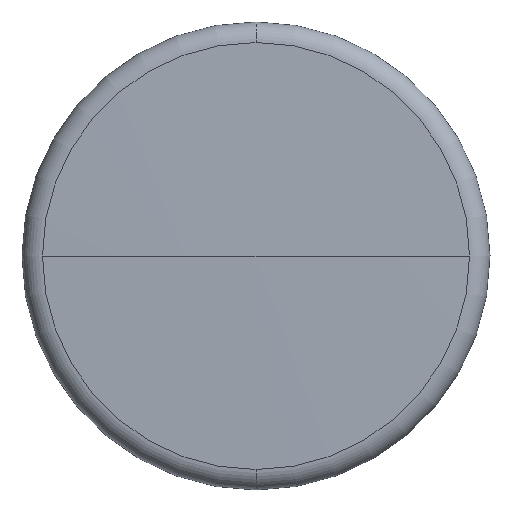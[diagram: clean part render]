
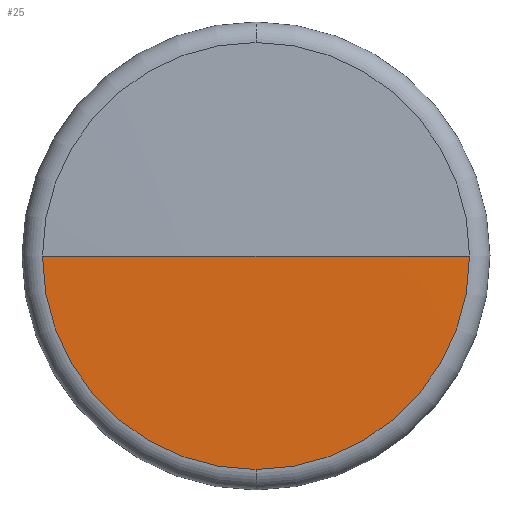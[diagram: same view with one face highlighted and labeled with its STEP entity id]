
A CAD part, front view. The second image highlights one B-rep face of the part: STEP entity #25.
In plain terms, the highlighted spherical face has radius 1439.5 mm.
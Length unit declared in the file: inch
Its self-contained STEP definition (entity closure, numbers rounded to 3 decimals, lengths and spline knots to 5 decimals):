
#6 = AXIS2_PLACEMENT_3D ( 'NONE', #211, #23, #241 ) ;
#13 = EDGE_CURVE ( 'NONE', #165, #68, #93, .T. ) ;
#15 = AXIS2_PLACEMENT_3D ( 'NONE', #250, #248, #221 ) ;
#16 = FACE_OUTER_BOUND ( 'NONE', #32, .T. ) ;
#23 = DIRECTION ( 'NONE',  ( 0., 1., 0. ) ) ;
#25 = ADVANCED_FACE ( 'NONE', ( #16 ), #170, .T. ) ;
#29 = ORIENTED_EDGE ( 'NONE', *, *, #13, .F. ) ;
#32 = EDGE_LOOP ( 'NONE', ( #29, #130, #402, #116 ) ) ;
#49 = CARTESIAN_POINT ( 'NONE',  ( 0., 0.01665, 0. ) ) ;
#68 = VERTEX_POINT ( 'NONE', #72 ) ;
#72 = CARTESIAN_POINT ( 'NONE',  ( 1.37377, 0.01665, 0. ) ) ;
#82 = DIRECTION ( 'NONE',  ( 0., 0., 1. ) ) ;
#93 = CIRCLE ( 'NONE', #15, 56.67326 ) ;
#110 = DIRECTION ( 'NONE',  ( 0., 0., -1. ) ) ;
#112 = CARTESIAN_POINT ( 'NONE',  ( 0., 56.67326, 0. ) ) ;
#116 = ORIENTED_EDGE ( 'NONE', *, *, #297, .F. ) ;
#130 = ORIENTED_EDGE ( 'NONE', *, *, #378, .T. ) ;
#165 = VERTEX_POINT ( 'NONE', #368 ) ;
#170 = SPHERICAL_SURFACE ( 'NONE', #173, 56.67326 ) ;
#173 = AXIS2_PLACEMENT_3D ( 'NONE', #112, #246, #213 ) ;
#174 = CARTESIAN_POINT ( 'NONE',  ( 0., 0.01665, -1.37377 ) ) ;
#195 = VERTEX_POINT ( 'NONE', #282 ) ;
#209 = CIRCLE ( 'NONE', #6, 1.37377 ) ;
#211 = CARTESIAN_POINT ( 'NONE',  ( 0., 0.01665, 0. ) ) ;
#213 = DIRECTION ( 'NONE',  ( 1., 0., 0. ) ) ;
#221 = DIRECTION ( 'NONE',  ( 1., 0., 0. ) ) ;
#229 = CIRCLE ( 'NONE', #331, 1.37377 ) ;
#241 = DIRECTION ( 'NONE',  ( 0., 0., 1. ) ) ;
#246 = DIRECTION ( 'NONE',  ( 0., 0., -1. ) ) ;
#248 = DIRECTION ( 'NONE',  ( 0., 0., 1. ) ) ;
#250 = CARTESIAN_POINT ( 'NONE',  ( 0., 56.67326, 0. ) ) ;
#255 = VERTEX_POINT ( 'NONE', #174 ) ;
#267 = DIRECTION ( 'NONE',  ( 0., 1., 0. ) ) ;
#282 = CARTESIAN_POINT ( 'NONE',  ( -1.37377, 0.01665, 0. ) ) ;
#297 = EDGE_CURVE ( 'NONE', #68, #255, #229, .T. ) ;
#318 = CARTESIAN_POINT ( 'NONE',  ( 0., 56.67326, 0. ) ) ;
#331 = AXIS2_PLACEMENT_3D ( 'NONE', #49, #267, #82 ) ;
#358 = DIRECTION ( 'NONE',  ( -1., 0., 0. ) ) ;
#368 = CARTESIAN_POINT ( 'NONE',  ( 0., 0., 0. ) ) ;
#372 = EDGE_CURVE ( 'NONE', #255, #195, #209, .T. ) ;
#378 = EDGE_CURVE ( 'NONE', #165, #195, #400, .T. ) ;
#400 = CIRCLE ( 'NONE', #405, 56.67326 ) ;
#402 = ORIENTED_EDGE ( 'NONE', *, *, #372, .F. ) ;
#405 = AXIS2_PLACEMENT_3D ( 'NONE', #318, #110, #358 ) ;
